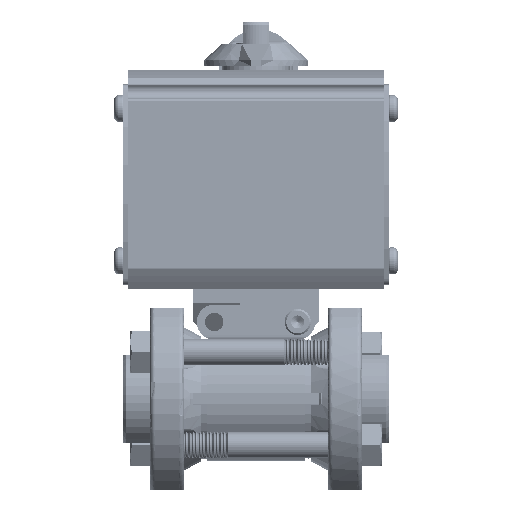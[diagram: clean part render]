
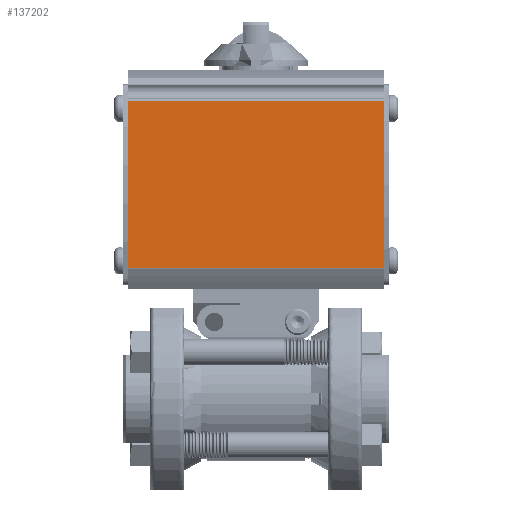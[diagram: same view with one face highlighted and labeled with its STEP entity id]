
A CAD part, top view. The second image highlights one B-rep face of the part: STEP entity #137202.
In plain terms, the highlighted planar face has unit normal (0, 0, 1).
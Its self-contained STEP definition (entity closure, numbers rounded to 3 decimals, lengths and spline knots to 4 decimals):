
#1757 = CARTESIAN_POINT ( 'NONE',  ( 1.5275, 3.5621, 1.17 ) ) ;
#14394 = EDGE_LOOP ( 'NONE', ( #174828, #169301, #45830, #75192 ) ) ;
#16042 = EDGE_CURVE ( 'NONE', #98535, #94095, #82655, .T. ) ;
#19493 = CARTESIAN_POINT ( 'NONE',  ( -5.0403, 1.5679, 1.17 ) ) ;
#20059 = VECTOR ( 'NONE', #139901, 39.3701 ) ;
#34155 = FACE_OUTER_BOUND ( 'NONE', #14394, .T. ) ;
#45830 = ORIENTED_EDGE ( 'NONE', *, *, #118662, .F. ) ;
#75192 = ORIENTED_EDGE ( 'NONE', *, *, #16042, .T. ) ;
#80988 = CARTESIAN_POINT ( 'NONE',  ( -1.5275, 3.5621, 1.17 ) ) ;
#81230 = PLANE ( 'NONE',  #90850 ) ;
#82335 = DIRECTION ( 'NONE',  ( -1., 0., 0. ) ) ;
#82655 = LINE ( 'NONE', #19493, #119149 ) ;
#90850 = AXIS2_PLACEMENT_3D ( 'NONE', #174069, #189688, #96888 ) ;
#93583 = VERTEX_POINT ( 'NONE', #1757 ) ;
#94095 = VERTEX_POINT ( 'NONE', #122545 ) ;
#96888 = DIRECTION ( 'NONE',  ( 0., -1., 0. ) ) ;
#98535 = VERTEX_POINT ( 'NONE', #106273 ) ;
#100874 = LINE ( 'NONE', #190800, #142209 ) ;
#106273 = CARTESIAN_POINT ( 'NONE',  ( -1.5275, 1.5679, 1.17 ) ) ;
#111583 = VECTOR ( 'NONE', #128841, 39.3701 ) ;
#112645 = DIRECTION ( 'NONE',  ( 1., 0., 0. ) ) ;
#118662 = EDGE_CURVE ( 'NONE', #98535, #132781, #185226, .T. ) ;
#119149 = VECTOR ( 'NONE', #112645, 39.3701 ) ;
#122545 = CARTESIAN_POINT ( 'NONE',  ( 1.5275, 1.5679, 1.17 ) ) ;
#122743 = EDGE_CURVE ( 'NONE', #93583, #94095, #198902, .T. ) ;
#128217 = EDGE_CURVE ( 'NONE', #93583, #132781, #100874, .T. ) ;
#128841 = DIRECTION ( 'NONE',  ( 0., -1., 0. ) ) ;
#132781 = VERTEX_POINT ( 'NONE', #80988 ) ;
#137202 = ADVANCED_FACE ( 'NONE', ( #34155 ), #81230, .F. ) ;
#139901 = DIRECTION ( 'NONE',  ( 0., 1., 0. ) ) ;
#142209 = VECTOR ( 'NONE', #82335, 39.3701 ) ;
#159959 = CARTESIAN_POINT ( 'NONE',  ( 1.5275, 3.5694, 1.17 ) ) ;
#169301 = ORIENTED_EDGE ( 'NONE', *, *, #128217, .T. ) ;
#174069 = CARTESIAN_POINT ( 'NONE',  ( -5.0403, 3.5694, 1.17 ) ) ;
#174828 = ORIENTED_EDGE ( 'NONE', *, *, #122743, .F. ) ;
#185226 = LINE ( 'NONE', #185881, #20059 ) ;
#185881 = CARTESIAN_POINT ( 'NONE',  ( -1.5275, 3.5694, 1.17 ) ) ;
#189688 = DIRECTION ( 'NONE',  ( 0., 0., -1. ) ) ;
#190800 = CARTESIAN_POINT ( 'NONE',  ( -5.0403, 3.5621, 1.17 ) ) ;
#198902 = LINE ( 'NONE', #159959, #111583 ) ;
